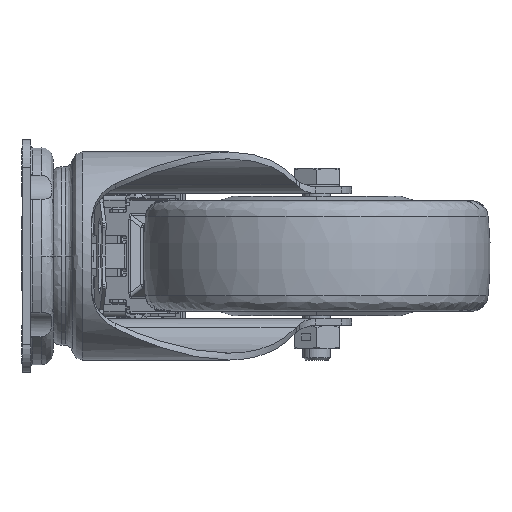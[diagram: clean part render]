
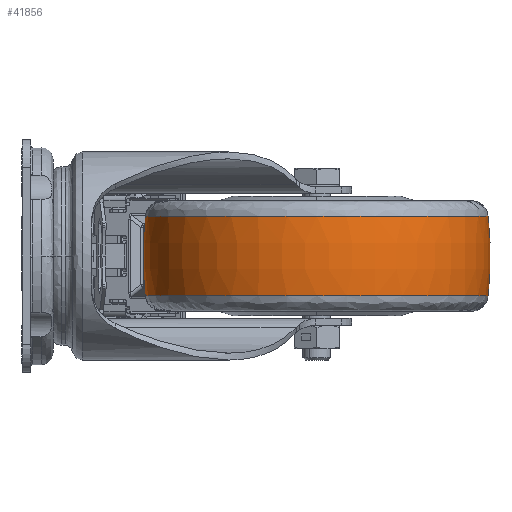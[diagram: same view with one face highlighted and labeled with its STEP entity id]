
A CAD part, left-side view. The second image highlights one B-rep face of the part: STEP entity #41856.
In plain terms, the highlighted toroidal (fillet/blend) face has major radius 64.931 mm and minor radius 114.926 mm.
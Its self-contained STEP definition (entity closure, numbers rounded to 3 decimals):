
#2228 = ORIENTED_EDGE ( 'NONE', *, *, #64774, .F. ) ;
#2487 = TOROIDAL_SURFACE ( 'NONE', #42938, -64.931, 114.926 ) ;
#2596 = VERTEX_POINT ( 'NONE', #38348 ) ;
#4145 = DIRECTION ( 'NONE',  ( 0., 1., 0. ) ) ;
#7837 = DIRECTION ( 'NONE',  ( 1., 0., 0. ) ) ;
#8784 = CARTESIAN_POINT ( 'NONE',  ( 43.5, -124.418, -11.5 ) ) ;
#8951 = CARTESIAN_POINT ( 'NONE',  ( 43.5, -139.931, 0. ) ) ;
#9195 = CARTESIAN_POINT ( 'NONE',  ( 43.5, -25.582, -11.5 ) ) ;
#11179 = DIRECTION ( 'NONE',  ( 0., 0., -1. ) ) ;
#11302 = EDGE_CURVE ( 'NONE', #2596, #33814, #49720, .T. ) ;
#19086 = ORIENTED_EDGE ( 'NONE', *, *, #33067, .F. ) ;
#19192 = DIRECTION ( 'NONE',  ( 0., 1., 0. ) ) ;
#23620 = CIRCLE ( 'NONE', #61092, 114.926 ) ;
#24191 = DIRECTION ( 'NONE',  ( 0., 0., -1. ) ) ;
#28657 = VERTEX_POINT ( 'NONE', #8784 ) ;
#28901 = DIRECTION ( 'NONE',  ( -1., 0., 0. ) ) ;
#29200 = CARTESIAN_POINT ( 'NONE',  ( 43.5, -75., -11.5 ) ) ;
#29921 = VERTEX_POINT ( 'NONE', #9195 ) ;
#31822 = FACE_OUTER_BOUND ( 'NONE', #61821, .T. ) ;
#33067 = EDGE_CURVE ( 'NONE', #28657, #29921, #44463, .T. ) ;
#33144 = CIRCLE ( 'NONE', #34210, 114.926 ) ;
#33814 = VERTEX_POINT ( 'NONE', #65390 ) ;
#34210 = AXIS2_PLACEMENT_3D ( 'NONE', #8951, #28901, #65158 ) ;
#35507 = EDGE_CURVE ( 'NONE', #2596, #29921, #33144, .T. ) ;
#38348 = CARTESIAN_POINT ( 'NONE',  ( 43.5, -25.582, 11.5 ) ) ;
#38808 = DIRECTION ( 'NONE',  ( 0., 0., -1. ) ) ;
#39118 = AXIS2_PLACEMENT_3D ( 'NONE', #29200, #24191, #19192 ) ;
#41856 = ADVANCED_FACE ( 'NONE', ( #31822 ), #2487, .T. ) ;
#42938 = AXIS2_PLACEMENT_3D ( 'NONE', #62042, #11179, #52321 ) ;
#44166 = CARTESIAN_POINT ( 'NONE',  ( 43.5, -75., 11.5 ) ) ;
#44463 = CIRCLE ( 'NONE', #39118, 49.418 ) ;
#46559 = ORIENTED_EDGE ( 'NONE', *, *, #35507, .T. ) ;
#49720 = CIRCLE ( 'NONE', #51857, 49.418 ) ;
#51857 = AXIS2_PLACEMENT_3D ( 'NONE', #44166, #55628, #4145 ) ;
#52321 = DIRECTION ( 'NONE',  ( 0., -1., 0. ) ) ;
#55628 = DIRECTION ( 'NONE',  ( 0., 0., 1. ) ) ;
#55705 = ORIENTED_EDGE ( 'NONE', *, *, #11302, .F. ) ;
#59983 = CARTESIAN_POINT ( 'NONE',  ( 43.5, -10.069, 0. ) ) ;
#61092 = AXIS2_PLACEMENT_3D ( 'NONE', #59983, #7837, #38808 ) ;
#61821 = EDGE_LOOP ( 'NONE', ( #55705, #46559, #19086, #2228 ) ) ;
#62042 = CARTESIAN_POINT ( 'NONE',  ( 43.5, -75., 0. ) ) ;
#64774 = EDGE_CURVE ( 'NONE', #33814, #28657, #23620, .T. ) ;
#65158 = DIRECTION ( 'NONE',  ( 0., -1., 0. ) ) ;
#65390 = CARTESIAN_POINT ( 'NONE',  ( 43.5, -124.418, 11.5 ) ) ;
